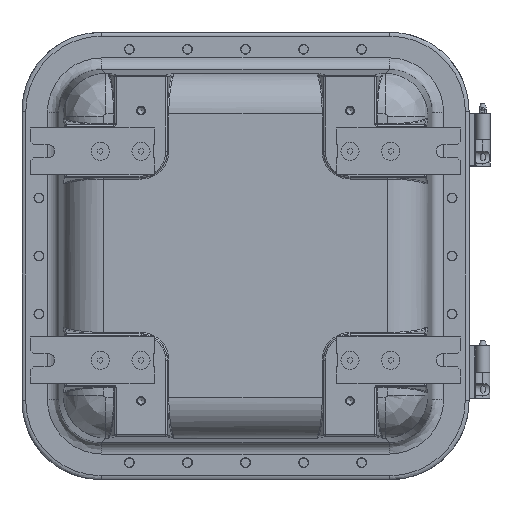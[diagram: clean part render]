
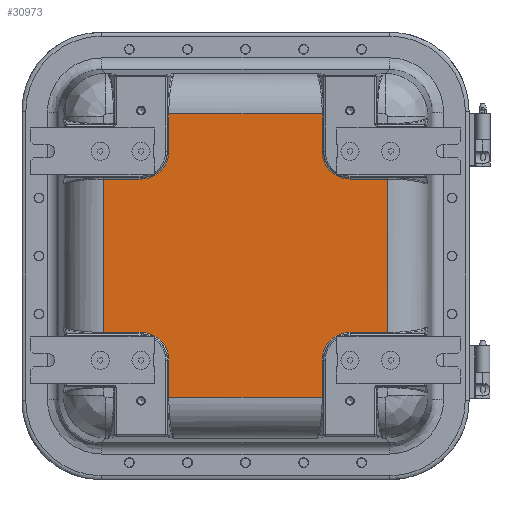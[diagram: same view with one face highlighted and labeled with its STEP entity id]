
A CAD part, top view. The second image highlights one B-rep face of the part: STEP entity #30973.
In plain terms, the highlighted planar face has unit normal (0, 0, 1).
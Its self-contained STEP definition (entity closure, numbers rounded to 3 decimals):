
#3460=LINE('',#49246,#5911);
#3462=LINE('',#49258,#5913);
#3463=LINE('',#49358,#5914);
#3465=LINE('',#49373,#5916);
#3466=LINE('',#49375,#5917);
#3467=LINE('',#49379,#5918);
#3468=LINE('',#49381,#5919);
#3469=LINE('',#49383,#5920);
#3470=LINE('',#49387,#5921);
#3471=LINE('',#49389,#5922);
#3472=LINE('',#49391,#5923);
#3473=LINE('',#49394,#5924);
#5911=VECTOR('',#37385,0.394);
#5913=VECTOR('',#37399,0.394);
#5914=VECTOR('',#37408,0.394);
#5916=VECTOR('',#37414,0.394);
#5917=VECTOR('',#37415,0.394);
#5918=VECTOR('',#37418,0.394);
#5919=VECTOR('',#37419,0.394);
#5920=VECTOR('',#37420,0.394);
#5921=VECTOR('',#37423,0.394);
#5922=VECTOR('',#37424,0.394);
#5923=VECTOR('',#37425,0.394);
#5924=VECTOR('',#37428,0.394);
#7784=PLANE('',#33323);
#9656=FACE_OUTER_BOUND('',#11634,.T.);
#11634=EDGE_LOOP('',(#24027,#24028,#24029,#24030,#24031,#24032,#24033,#24034,
#24035,#24036,#24037,#24038,#24039,#24040,#24041,#24042));
#13360=CIRCLE('',#33315,1.199);
#13363=CIRCLE('',#33324,1.199);
#13364=CIRCLE('',#33325,1.199);
#13365=CIRCLE('',#33326,1.199);
#15025=VERTEX_POINT('',#49236);
#15027=VERTEX_POINT('',#49242);
#15029=VERTEX_POINT('',#49248);
#15031=VERTEX_POINT('',#49254);
#15036=VERTEX_POINT('',#49357);
#15039=VERTEX_POINT('',#49372);
#15040=VERTEX_POINT('',#49374);
#15041=VERTEX_POINT('',#49376);
#15042=VERTEX_POINT('',#49378);
#15043=VERTEX_POINT('',#49380);
#15044=VERTEX_POINT('',#49382);
#15045=VERTEX_POINT('',#49384);
#15046=VERTEX_POINT('',#49386);
#15047=VERTEX_POINT('',#49388);
#15048=VERTEX_POINT('',#49390);
#15049=VERTEX_POINT('',#49392);
#18336=EDGE_CURVE('',#15025,#15027,#3460,.T.);
#18339=EDGE_CURVE('',#15027,#15029,#13360,.T.);
#18342=EDGE_CURVE('',#15029,#15031,#3462,.T.);
#18348=EDGE_CURVE('',#15031,#15036,#3463,.T.);
#18352=EDGE_CURVE('',#15039,#15025,#3465,.T.);
#18353=EDGE_CURVE('',#15040,#15039,#3466,.T.);
#18354=EDGE_CURVE('',#15041,#15040,#13363,.T.);
#18355=EDGE_CURVE('',#15042,#15041,#3467,.T.);
#18356=EDGE_CURVE('',#15043,#15042,#3468,.T.);
#18357=EDGE_CURVE('',#15044,#15043,#3469,.T.);
#18358=EDGE_CURVE('',#15045,#15044,#13364,.T.);
#18359=EDGE_CURVE('',#15046,#15045,#3470,.T.);
#18360=EDGE_CURVE('',#15047,#15046,#3471,.T.);
#18361=EDGE_CURVE('',#15048,#15047,#3472,.T.);
#18362=EDGE_CURVE('',#15049,#15048,#13365,.T.);
#18363=EDGE_CURVE('',#15036,#15049,#3473,.T.);
#24027=ORIENTED_EDGE('',*,*,#18342,.F.);
#24028=ORIENTED_EDGE('',*,*,#18339,.F.);
#24029=ORIENTED_EDGE('',*,*,#18336,.F.);
#24030=ORIENTED_EDGE('',*,*,#18352,.F.);
#24031=ORIENTED_EDGE('',*,*,#18353,.F.);
#24032=ORIENTED_EDGE('',*,*,#18354,.F.);
#24033=ORIENTED_EDGE('',*,*,#18355,.F.);
#24034=ORIENTED_EDGE('',*,*,#18356,.F.);
#24035=ORIENTED_EDGE('',*,*,#18357,.F.);
#24036=ORIENTED_EDGE('',*,*,#18358,.F.);
#24037=ORIENTED_EDGE('',*,*,#18359,.F.);
#24038=ORIENTED_EDGE('',*,*,#18360,.F.);
#24039=ORIENTED_EDGE('',*,*,#18361,.F.);
#24040=ORIENTED_EDGE('',*,*,#18362,.F.);
#24041=ORIENTED_EDGE('',*,*,#18363,.F.);
#24042=ORIENTED_EDGE('',*,*,#18348,.F.);
#30973=ADVANCED_FACE('',(#9656),#7784,.T.);
#33315=AXIS2_PLACEMENT_3D('',#49252,#37392,#37393);
#33323=AXIS2_PLACEMENT_3D('',#49371,#37412,#37413);
#33324=AXIS2_PLACEMENT_3D('',#49377,#37416,#37417);
#33325=AXIS2_PLACEMENT_3D('',#49385,#37421,#37422);
#33326=AXIS2_PLACEMENT_3D('',#49393,#37426,#37427);
#37385=DIRECTION('',(0.,1.,0.));
#37392=DIRECTION('center_axis',(0.,0.,
1.));
#37393=DIRECTION('ref_axis',(0.707,0.707,0.));
#37399=DIRECTION('',(-1.,0.,0.));
#37408=DIRECTION('',(0.,1.,0.));
#37412=DIRECTION('center_axis',(0.,0.,
1.));
#37413=DIRECTION('ref_axis',(1.,0.,0.));
#37414=DIRECTION('',(-1.,0.,0.));
#37415=DIRECTION('',(0.,-1.,0.));
#37416=DIRECTION('center_axis',(0.,0.,
1.));
#37417=DIRECTION('ref_axis',(-0.707,0.707,0.));
#37418=DIRECTION('',(-1.,0.,0.));
#37419=DIRECTION('',(0.,-1.,0.));
#37420=DIRECTION('',(1.,0.,0.));
#37421=DIRECTION('center_axis',(0.,0.,
1.));
#37422=DIRECTION('ref_axis',(-0.707,-0.707,0.));
#37423=DIRECTION('',(0.,-1.,0.));
#37424=DIRECTION('',(1.,0.,0.));
#37425=DIRECTION('',(0.,1.,0.));
#37426=DIRECTION('center_axis',(0.,0.,
1.));
#37427=DIRECTION('ref_axis',(0.707,-0.707,0.));
#37428=DIRECTION('',(1.,0.,0.));
#49236=CARTESIAN_POINT('',(-3.301,-6.103,7.344));
#49242=CARTESIAN_POINT('',(-3.301,-4.5,7.344));
#49246=CARTESIAN_POINT('',(-3.301,-4.025,7.344));
#49248=CARTESIAN_POINT('',(-4.5,-3.301,7.344));
#49252=CARTESIAN_POINT('Origin',(-4.5,-4.5,7.344));
#49254=CARTESIAN_POINT('',(-6.103,-3.301,7.344));
#49258=CARTESIAN_POINT('',(-2.25,-3.301,7.344));
#49357=CARTESIAN_POINT('',(-6.103,3.301,7.344));
#49358=CARTESIAN_POINT('',(-6.103,-4.025,7.344));
#49371=CARTESIAN_POINT('Origin',(0.,0.,7.344));
#49372=CARTESIAN_POINT('',(3.301,-6.103,7.344));
#49373=CARTESIAN_POINT('',(4.025,-6.103,7.344));
#49374=CARTESIAN_POINT('',(3.301,-4.5,7.344));
#49375=CARTESIAN_POINT('',(3.301,-4.025,7.344));
#49376=CARTESIAN_POINT('',(4.5,-3.301,7.344));
#49377=CARTESIAN_POINT('Origin',(4.5,-4.5,7.344));
#49378=CARTESIAN_POINT('',(6.103,-3.301,7.344));
#49379=CARTESIAN_POINT('',(2.25,-3.301,7.344));
#49380=CARTESIAN_POINT('',(6.103,3.301,7.344));
#49381=CARTESIAN_POINT('',(6.103,4.025,7.344));
#49382=CARTESIAN_POINT('',(4.5,3.301,7.344));
#49383=CARTESIAN_POINT('',(2.25,3.301,7.344));
#49384=CARTESIAN_POINT('',(3.301,4.5,7.344));
#49385=CARTESIAN_POINT('Origin',(4.5,4.5,7.344));
#49386=CARTESIAN_POINT('',(3.301,6.103,7.344));
#49387=CARTESIAN_POINT('',(3.301,4.025,7.344));
#49388=CARTESIAN_POINT('',(-3.301,6.103,7.344));
#49389=CARTESIAN_POINT('',(-4.025,6.103,7.344));
#49390=CARTESIAN_POINT('',(-3.301,4.5,7.344));
#49391=CARTESIAN_POINT('',(-3.301,4.025,7.344));
#49392=CARTESIAN_POINT('',(-4.5,3.301,7.344));
#49393=CARTESIAN_POINT('Origin',(-4.5,4.5,7.344));
#49394=CARTESIAN_POINT('',(-2.25,3.301,7.344));
